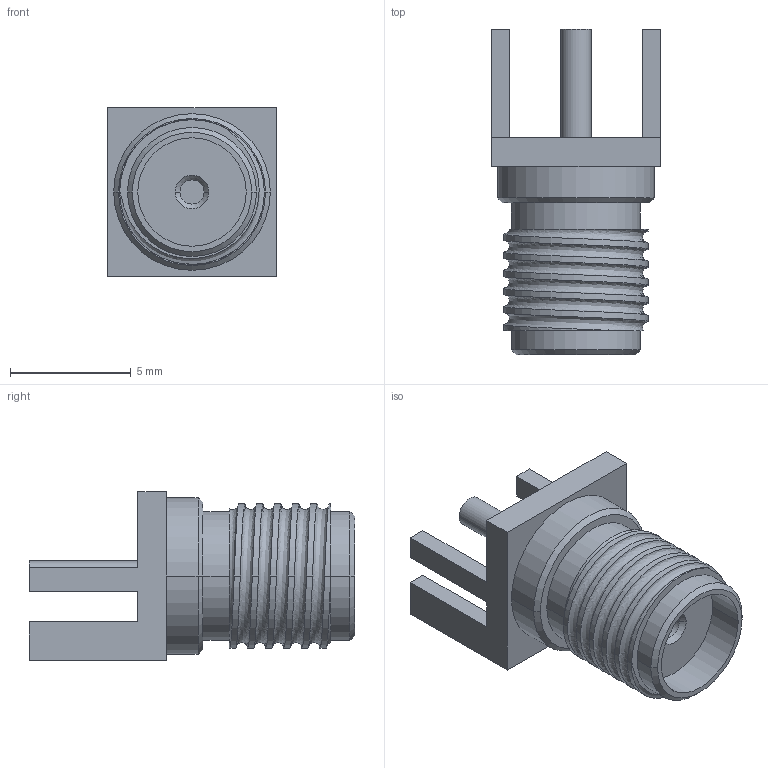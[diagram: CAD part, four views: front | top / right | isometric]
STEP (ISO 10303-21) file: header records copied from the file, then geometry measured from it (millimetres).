
FILE_DESCRIPTION (( 'STEP AP214' ), '1' );
FILE_NAME ('SMA-SMD_HJ-SMA023.step', '2022-07-15T04:35:27', ( '' ), ( '' ), 'SwSTEP 2.0', 'SolidWorks 2020', '' );
FILE_SCHEMA (( 'AUTOMOTIVE_DESIGN' ));
Length unit declared in the file: millimetre
Products named in the file (1): SMA-SMD_HJ-SMA023
Bounding box: 7 x 13.5 x 7 mm (x, y, z)
Volume: 259.5 mm3; surface area: 429.7 mm2
Topology: 14 solids, 14 shells, 354 faces, 926 edges, 616 vertices
Faces by surface type: plane 206, bspline 113, cylinder 27, cone 6, torus 2
Entity records: 17397 total; most frequent: CARTESIAN_POINT 5429, ORIENTED_EDGE 1850, DIRECTION 1195, EDGE_CURVE 925, VECTOR 629, LINE 629, VERTEX_POINT 614, EDGE_LOOP 381
